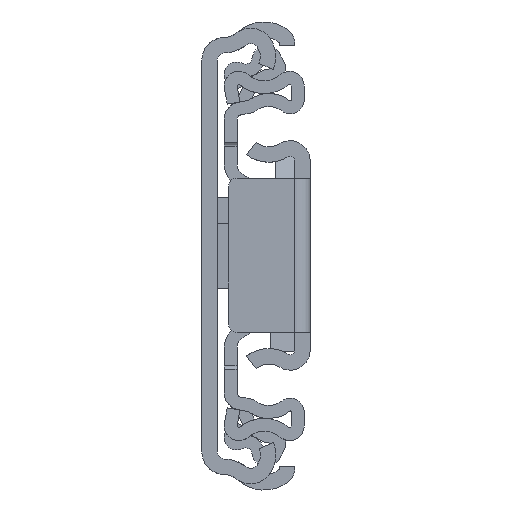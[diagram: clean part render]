
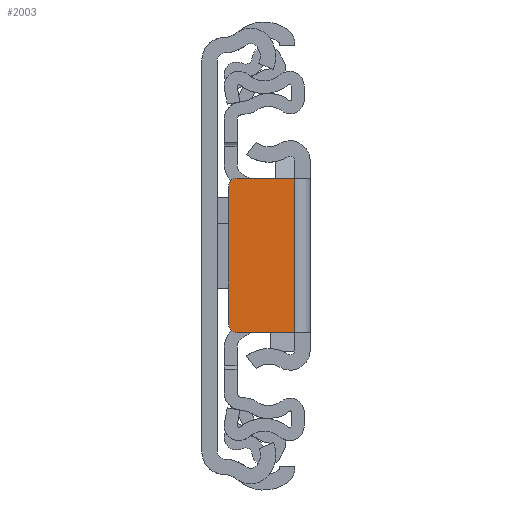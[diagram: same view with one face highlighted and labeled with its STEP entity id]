
A CAD part, front view. The second image highlights one B-rep face of the part: STEP entity #2003.
In plain terms, the highlighted planar face has unit normal (0, -1, 0).
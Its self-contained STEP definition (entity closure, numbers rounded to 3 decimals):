
#2003 = ADVANCED_FACE( '', ( #4088 ), #4089, .T. );
#4088 = FACE_OUTER_BOUND( '', #6269, .T. );
#4089 = PLANE( '', #6270 );
#6269 = EDGE_LOOP( '', ( #12606, #12607, #12608, #12609, #12610, #12611 ) );
#6270 = AXIS2_PLACEMENT_3D( '', #12612, #12613, #12614 );
#12606 = ORIENTED_EDGE( '', *, *, #14817, .T. );
#12607 = ORIENTED_EDGE( '', *, *, #14328, .T. );
#12608 = ORIENTED_EDGE( '', *, *, #15152, .T. );
#12609 = ORIENTED_EDGE( '', *, *, #15010, .T. );
#12610 = ORIENTED_EDGE( '', *, *, #14323, .T. );
#12611 = ORIENTED_EDGE( '', *, *, #15045, .T. );
#12612 = CARTESIAN_POINT( '', ( -9., -325.302, -2.366 ) );
#12613 = DIRECTION( '', ( 0., -1., 0. ) );
#12614 = DIRECTION( '', ( 0., 0., -1. ) );
#14323 = EDGE_CURVE( '', #17670, #17668, #17671, .T. );
#14328 = EDGE_CURVE( '', #17677, #17678, #17679, .T. );
#14817 = EDGE_CURVE( '', #18422, #17677, #18423, .T. );
#15010 = EDGE_CURVE( '', #18706, #17670, #18707, .T. );
#15045 = EDGE_CURVE( '', #17668, #18422, #18756, .T. );
#15152 = EDGE_CURVE( '', #17678, #18706, #18908, .T. );
#17668 = VERTEX_POINT( '', #22417 );
#17670 = VERTEX_POINT( '', #22420 );
#17671 = LINE( '', #22421, #22422 );
#17677 = VERTEX_POINT( '', #22429 );
#17678 = VERTEX_POINT( '', #22430 );
#17679 = CIRCLE( '', #22431, 1. );
#18422 = VERTEX_POINT( '', #23540 );
#18423 = LINE( '', #23541, #23542 );
#18706 = VERTEX_POINT( '', #23934 );
#18707 = LINE( '', #23935, #23936 );
#18756 = CIRCLE( '', #24000, 1. );
#18908 = LINE( '', #24258, #24259 );
#22417 = CARTESIAN_POINT( '', ( 9., -325.302, 4.8 ) );
#22420 = CARTESIAN_POINT( '', ( 9., -325.302, -1.898 ) );
#22421 = CARTESIAN_POINT( '', ( 9., -325.302, -2.366 ) );
#22422 = VECTOR( '', #26885, 1000. );
#22429 = CARTESIAN_POINT( '', ( -8., -325.302, 5.8 ) );
#22430 = CARTESIAN_POINT( '', ( -9., -325.302, 4.8 ) );
#22431 = AXIS2_PLACEMENT_3D( '', #26893, #26894, #26895 );
#23540 = CARTESIAN_POINT( '', ( 8., -325.302, 5.8 ) );
#23541 = CARTESIAN_POINT( '', ( 9., -325.302, 5.8 ) );
#23542 = VECTOR( '', #27441, 1000. );
#23934 = CARTESIAN_POINT( '', ( -9., -325.302, -1.898 ) );
#23935 = CARTESIAN_POINT( '', ( -9., -325.302, -1.898 ) );
#23936 = VECTOR( '', #27707, 1000. );
#24000 = AXIS2_PLACEMENT_3D( '', #27756, #27757, #27758 );
#24258 = CARTESIAN_POINT( '', ( -9., -325.302, -2.366 ) );
#24259 = VECTOR( '', #27862, 1000. );
#26885 = DIRECTION( '', ( 0., 0., 1. ) );
#26893 = CARTESIAN_POINT( '', ( -8., -325.302, 4.8 ) );
#26894 = DIRECTION( '', ( 0., -1., 0. ) );
#26895 = DIRECTION( '', ( 0., 0., -1. ) );
#27441 = DIRECTION( '', ( -1., 0., 0. ) );
#27707 = DIRECTION( '', ( 1., 0., 0. ) );
#27756 = CARTESIAN_POINT( '', ( 8., -325.302, 4.8 ) );
#27757 = DIRECTION( '', ( 0., -1., 0. ) );
#27758 = DIRECTION( '', ( 0., 0., -1. ) );
#27862 = DIRECTION( '', ( 0., 0., -1. ) );
